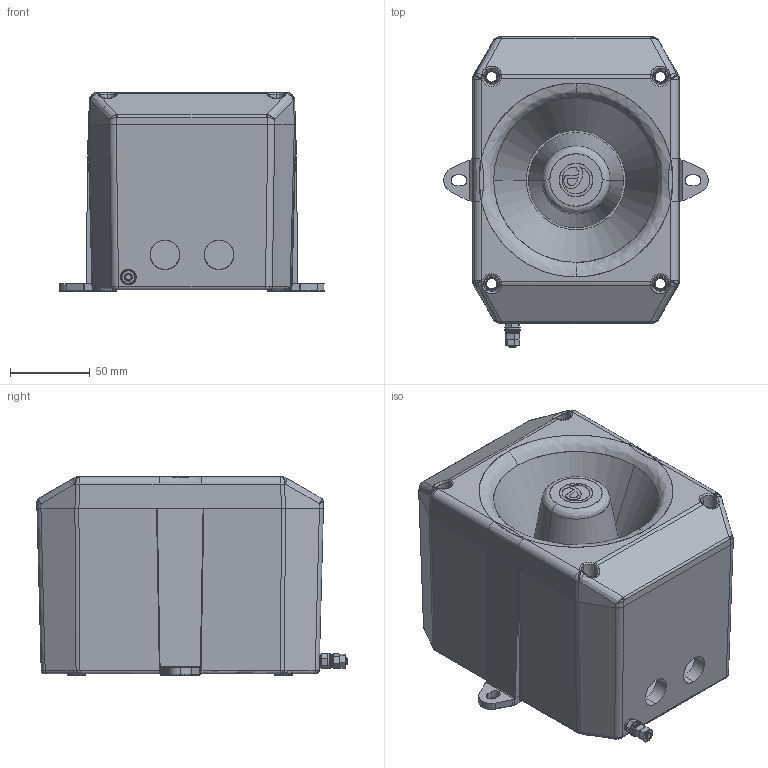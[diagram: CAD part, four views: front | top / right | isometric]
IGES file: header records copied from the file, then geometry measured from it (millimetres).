
Start section: SolidWorks IGES file using analytic representation for surfaces
Global section: file name: SK0304-3D_Issue_1X.IGS; native system: SolidWorks 2015; preprocessor: SolidWorks 2015; author: randip.rait; date: 150224.141620; units: millimetre
Bounding box: 166.26 x 194.93 x 125 mm (x, y, z)
Surface area: 203310.7 mm2 (no closed solid volume)
Topology: 0 solids, 0 shells, 529 faces, 8786 edges, 8773 vertices
Faces by surface type: bspline 318, revolution 211
